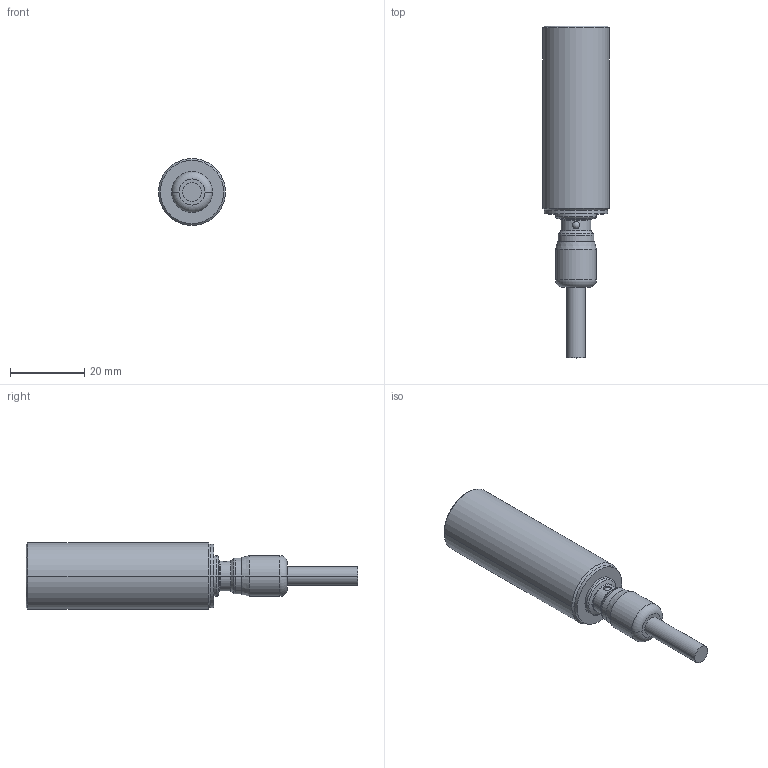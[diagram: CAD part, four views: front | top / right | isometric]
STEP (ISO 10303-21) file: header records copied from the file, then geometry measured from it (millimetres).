
FILE_DESCRIPTION((''),'2;1');
FILE_NAME('DW-LD-703-M18','2010-11-23T',('Ingenieurbuero Eiseler'),('Pepperl+Fuchs'),'PRO/ENGINEER BY PARAMETRIC TECHNOLOGY CORPORATION, 2007250','PRO/ENGINEER BY PARAMETRIC TECHNOLOGY CORPORATION, 2007250','');
FILE_SCHEMA(('CONFIG_CONTROL_DESIGN'));
Length unit declared in the file: millimetre
Products named in the file (1): DW-LD-703-M18
Bounding box: 18 x 89.2 x 18 mm (x, y, z)
Volume: 14783.5 mm3; surface area: 4272.8 mm2
Topology: 1 solids, 1 shells, 43 faces, 132 edges, 96 vertices
Faces by surface type: cylinder 16, cone 10, torus 10, plane 6, sphere 1
Entity records: 2025 total; most frequent: DIRECTION 290, CARTESIAN_POINT 286, ORIENTED_EDGE 168, PRESENTATION_STYLE_ASSIGNMENT 149, STYLED_ITEM 146, CURVE_STYLE 139, AXIS2_PLACEMENT_3D 116, EDGE_CURVE 84
